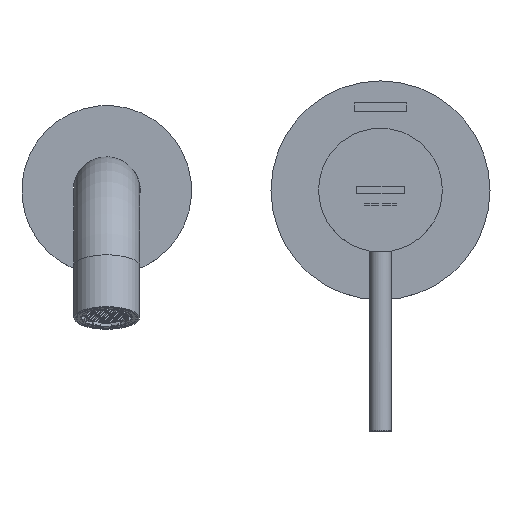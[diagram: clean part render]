
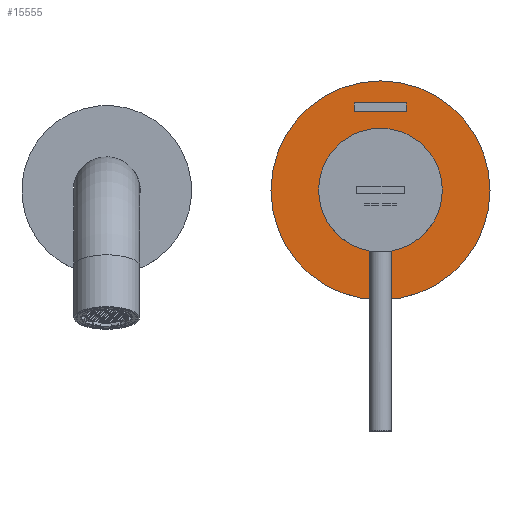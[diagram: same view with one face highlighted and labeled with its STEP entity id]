
A CAD part, top view. The second image highlights one B-rep face of the part: STEP entity #15555.
In plain terms, the highlighted planar face has unit normal (0, 0, 1).
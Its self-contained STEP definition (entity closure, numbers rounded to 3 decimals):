
#510 = DIRECTION ( 'NONE',  ( -1., 0., 0. ) ) ;
#765 = VECTOR ( 'NONE', #16970, 1000. ) ;
#1019 = CARTESIAN_POINT ( 'NONE',  ( -24.175, 28.286, 43. ) ) ;
#1274 = CARTESIAN_POINT ( 'NONE',  ( -33.675, 28.286, 43. ) ) ;
#2583 = CIRCLE ( 'NONE', #23532, 21.25 ) ;
#3147 = FACE_BOUND ( 'NONE', #18217, .T. ) ;
#3403 = CARTESIAN_POINT ( 'NONE',  ( -33.675, -3.714, 43. ) ) ;
#3443 = EDGE_LOOP ( 'NONE', ( #5436 ) ) ;
#3663 = EDGE_CURVE ( 'NONE', #17782, #22371, #17296, .T. ) ;
#3799 = CARTESIAN_POINT ( 'NONE',  ( -43.175, -3.714, 43. ) ) ;
#5047 = ORIENTED_EDGE ( 'NONE', *, *, #13530, .T. ) ;
#5436 = ORIENTED_EDGE ( 'NONE', *, *, #19979, .F. ) ;
#5812 = DIRECTION ( 'NONE',  ( 0., 0., -1. ) ) ;
#6778 = VERTEX_POINT ( 'NONE', #8419 ) ;
#8419 = CARTESIAN_POINT ( 'NONE',  ( -43.175, 25.036, 43. ) ) ;
#11198 = VECTOR ( 'NONE', #25093, 1000. ) ;
#11389 = LINE ( 'NONE', #33100, #23602 ) ;
#12142 = AXIS2_PLACEMENT_3D ( 'NONE', #17428, #14014, #510 ) ;
#13530 = EDGE_CURVE ( 'NONE', #22371, #34622, #22618, .T. ) ;
#13776 = ORIENTED_EDGE ( 'NONE', *, *, #19079, .T. ) ;
#13846 = AXIS2_PLACEMENT_3D ( 'NONE', #14334, #5812, #22006 ) ;
#13982 = FACE_OUTER_BOUND ( 'NONE', #3443, .T. ) ;
#14014 = DIRECTION ( 'NONE',  ( 0., 0., -1. ) ) ;
#14034 = CARTESIAN_POINT ( 'NONE',  ( -73.675, -3.714, 43. ) ) ;
#14334 = CARTESIAN_POINT ( 'NONE',  ( -33.675, -3.714, 43. ) ) ;
#14607 = DIRECTION ( 'NONE',  ( 0., 0., 1. ) ) ;
#14640 = CARTESIAN_POINT ( 'NONE',  ( -43.175, 28.286, 43. ) ) ;
#15555 = ADVANCED_FACE ( 'NONE', ( #3147, #24848, #13982 ), #25189, .F. ) ;
#16970 = DIRECTION ( 'NONE',  ( 0., 1., 0. ) ) ;
#17296 = LINE ( 'NONE', #1274, #31202 ) ;
#17428 = CARTESIAN_POINT ( 'NONE',  ( -33.675, -3.714, 43. ) ) ;
#17782 = VERTEX_POINT ( 'NONE', #14640 ) ;
#18217 = EDGE_LOOP ( 'NONE', ( #23886, #13776, #28259, #5047 ) ) ;
#18853 = VERTEX_POINT ( 'NONE', #22229 ) ;
#19079 = EDGE_CURVE ( 'NONE', #6778, #17782, #33328, .T. ) ;
#19239 = CARTESIAN_POINT ( 'NONE',  ( -24.175, -3.714, 43. ) ) ;
#19979 = EDGE_CURVE ( 'NONE', #27378, #27378, #33750, .T. ) ;
#20297 = DIRECTION ( 'NONE',  ( 1., 0., 0. ) ) ;
#22006 = DIRECTION ( 'NONE',  ( -1., 0., 0. ) ) ;
#22229 = CARTESIAN_POINT ( 'NONE',  ( -12.425, -3.714, 43. ) ) ;
#22371 = VERTEX_POINT ( 'NONE', #1019 ) ;
#22618 = LINE ( 'NONE', #19239, #11198 ) ;
#23532 = AXIS2_PLACEMENT_3D ( 'NONE', #3403, #14607, #20297 ) ;
#23602 = VECTOR ( 'NONE', #25094, 1000. ) ;
#23886 = ORIENTED_EDGE ( 'NONE', *, *, #28756, .T. ) ;
#24848 = FACE_BOUND ( 'NONE', #26729, .T. ) ;
#25093 = DIRECTION ( 'NONE',  ( 0., -1., 0. ) ) ;
#25094 = DIRECTION ( 'NONE',  ( -1., 0., 0. ) ) ;
#25189 = PLANE ( 'NONE',  #13846 ) ;
#26729 = EDGE_LOOP ( 'NONE', ( #29481 ) ) ;
#27378 = VERTEX_POINT ( 'NONE', #14034 ) ;
#28259 = ORIENTED_EDGE ( 'NONE', *, *, #3663, .T. ) ;
#28664 = DIRECTION ( 'NONE',  ( 1., 0., 0. ) ) ;
#28721 = EDGE_CURVE ( 'NONE', #18853, #18853, #2583, .T. ) ;
#28756 = EDGE_CURVE ( 'NONE', #34622, #6778, #11389, .T. ) ;
#29481 = ORIENTED_EDGE ( 'NONE', *, *, #28721, .F. ) ;
#31202 = VECTOR ( 'NONE', #28664, 1000. ) ;
#33100 = CARTESIAN_POINT ( 'NONE',  ( -33.675, 25.036, 43. ) ) ;
#33328 = LINE ( 'NONE', #3799, #765 ) ;
#33750 = CIRCLE ( 'NONE', #12142, 40. ) ;
#34622 = VERTEX_POINT ( 'NONE', #35009 ) ;
#35009 = CARTESIAN_POINT ( 'NONE',  ( -24.175, 25.036, 43. ) ) ;
